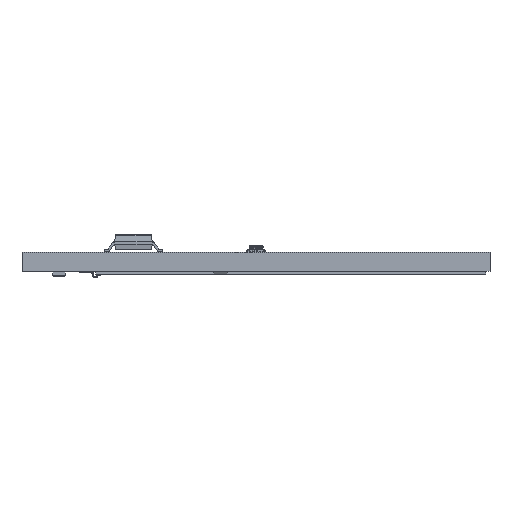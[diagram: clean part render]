
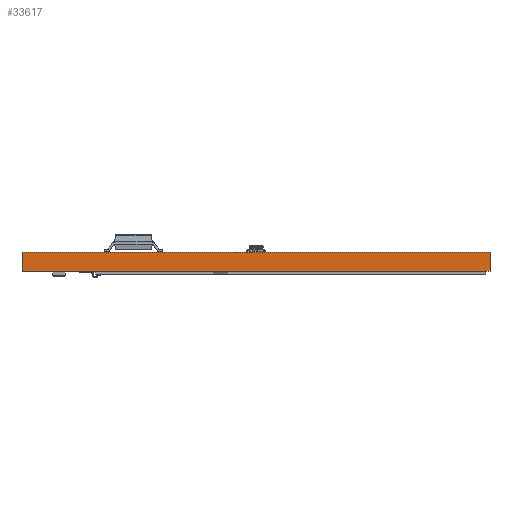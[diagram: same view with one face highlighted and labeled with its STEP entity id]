
A CAD part, left-side view. The second image highlights one B-rep face of the part: STEP entity #33617.
In plain terms, the highlighted planar face has unit normal (-1, 0, 0).
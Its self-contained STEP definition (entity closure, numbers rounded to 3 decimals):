
#32638 = PLANE('',#32639);
#32639 = AXIS2_PLACEMENT_3D('',#32640,#32641,#32642);
#32640 = CARTESIAN_POINT('',(24.561,24.,1.98));
#32641 = DIRECTION('',(-0.,-0.,-1.));
#32642 = DIRECTION('',(-1.,0.,0.));
#32692 = PLANE('',#32693);
#32693 = AXIS2_PLACEMENT_3D('',#32694,#32695,#32696);
#32694 = CARTESIAN_POINT('',(24.561,24.,0.));
#32695 = DIRECTION('',(-0.,-0.,-1.));
#32696 = DIRECTION('',(-1.,0.,0.));
#32725 = PLANE('',#32726);
#32726 = AXIS2_PLACEMENT_3D('',#32727,#32728,#32729);
#32727 = CARTESIAN_POINT('',(0.,48.,0.));
#32728 = DIRECTION('',(0.,1.,0.));
#32729 = DIRECTION('',(1.,0.,0.));
#32913 = VERTEX_POINT('',#32914);
#32914 = CARTESIAN_POINT('',(0.,-0.,0.));
#32928 = PLANE('',#32929);
#32929 = AXIS2_PLACEMENT_3D('',#32930,#32931,#32932);
#32930 = CARTESIAN_POINT('',(48.,0.,0.));
#32931 = DIRECTION('',(0.,-1.,0.));
#32932 = DIRECTION('',(-1.,0.,0.));
#32940 = EDGE_CURVE('',#32913,#32941,#32943,.T.);
#32941 = VERTEX_POINT('',#32942);
#32942 = CARTESIAN_POINT('',(0.,48.,0.));
#32943 = SURFACE_CURVE('',#32944,(#32948,#32955),.PCURVE_S1.);
#32944 = LINE('',#32945,#32946);
#32945 = CARTESIAN_POINT('',(0.,-0.,0.));
#32946 = VECTOR('',#32947,1.);
#32947 = DIRECTION('',(0.,1.,0.));
#32948 = PCURVE('',#32692,#32949);
#32949 = DEFINITIONAL_REPRESENTATION('',(#32950),#32954);
#32950 = LINE('',#32951,#32952);
#32951 = CARTESIAN_POINT('',(24.561,-24.));
#32952 = VECTOR('',#32953,1.);
#32953 = DIRECTION('',(0.,1.));
#32954 = ( GEOMETRIC_REPRESENTATION_CONTEXT(2) 
PARAMETRIC_REPRESENTATION_CONTEXT() REPRESENTATION_CONTEXT('2D SPACE',''
  ) );
#32955 = PCURVE('',#32956,#32961);
#32956 = PLANE('',#32957);
#32957 = AXIS2_PLACEMENT_3D('',#32958,#32959,#32960);
#32958 = CARTESIAN_POINT('',(0.,0.,0.));
#32959 = DIRECTION('',(-1.,0.,0.));
#32960 = DIRECTION('',(0.,1.,0.));
#32961 = DEFINITIONAL_REPRESENTATION('',(#32962),#32966);
#32962 = LINE('',#32963,#32964);
#32963 = CARTESIAN_POINT('',(0.,0.));
#32964 = VECTOR('',#32965,1.);
#32965 = DIRECTION('',(1.,0.));
#32966 = ( GEOMETRIC_REPRESENTATION_CONTEXT(2) 
PARAMETRIC_REPRESENTATION_CONTEXT() REPRESENTATION_CONTEXT('2D SPACE',''
  ) );
#33287 = VERTEX_POINT('',#33288);
#33288 = CARTESIAN_POINT('',(0.,0.,1.98));
#33309 = EDGE_CURVE('',#33287,#33310,#33312,.T.);
#33310 = VERTEX_POINT('',#33311);
#33311 = CARTESIAN_POINT('',(0.,48.,1.98));
#33312 = SURFACE_CURVE('',#33313,(#33317,#33324),.PCURVE_S1.);
#33313 = LINE('',#33314,#33315);
#33314 = CARTESIAN_POINT('',(0.,0.,1.98));
#33315 = VECTOR('',#33316,1.);
#33316 = DIRECTION('',(0.,1.,0.));
#33317 = PCURVE('',#32638,#33318);
#33318 = DEFINITIONAL_REPRESENTATION('',(#33319),#33323);
#33319 = LINE('',#33320,#33321);
#33320 = CARTESIAN_POINT('',(24.561,-24.));
#33321 = VECTOR('',#33322,1.);
#33322 = DIRECTION('',(0.,1.));
#33323 = ( GEOMETRIC_REPRESENTATION_CONTEXT(2) 
PARAMETRIC_REPRESENTATION_CONTEXT() REPRESENTATION_CONTEXT('2D SPACE',''
  ) );
#33324 = PCURVE('',#32956,#33325);
#33325 = DEFINITIONAL_REPRESENTATION('',(#33326),#33330);
#33326 = LINE('',#33327,#33328);
#33327 = CARTESIAN_POINT('',(0.,-1.98));
#33328 = VECTOR('',#33329,1.);
#33329 = DIRECTION('',(1.,0.));
#33330 = ( GEOMETRIC_REPRESENTATION_CONTEXT(2) 
PARAMETRIC_REPRESENTATION_CONTEXT() REPRESENTATION_CONTEXT('2D SPACE',''
  ) );
#33567 = EDGE_CURVE('',#32941,#33310,#33568,.T.);
#33568 = SURFACE_CURVE('',#33569,(#33573,#33580),.PCURVE_S1.);
#33569 = LINE('',#33570,#33571);
#33570 = CARTESIAN_POINT('',(0.,48.,0.));
#33571 = VECTOR('',#33572,1.);
#33572 = DIRECTION('',(0.,0.,1.));
#33573 = PCURVE('',#32725,#33574);
#33574 = DEFINITIONAL_REPRESENTATION('',(#33575),#33579);
#33575 = LINE('',#33576,#33577);
#33576 = CARTESIAN_POINT('',(0.,0.));
#33577 = VECTOR('',#33578,1.);
#33578 = DIRECTION('',(0.,-1.));
#33579 = ( GEOMETRIC_REPRESENTATION_CONTEXT(2) 
PARAMETRIC_REPRESENTATION_CONTEXT() REPRESENTATION_CONTEXT('2D SPACE',''
  ) );
#33580 = PCURVE('',#32956,#33581);
#33581 = DEFINITIONAL_REPRESENTATION('',(#33582),#33586);
#33582 = LINE('',#33583,#33584);
#33583 = CARTESIAN_POINT('',(48.,0.));
#33584 = VECTOR('',#33585,1.);
#33585 = DIRECTION('',(0.,-1.));
#33586 = ( GEOMETRIC_REPRESENTATION_CONTEXT(2) 
PARAMETRIC_REPRESENTATION_CONTEXT() REPRESENTATION_CONTEXT('2D SPACE',''
  ) );
#33617 = ADVANCED_FACE('',(#33618),#32956,.T.);
#33618 = FACE_BOUND('',#33619,.T.);
#33619 = EDGE_LOOP('',(#33620,#33641,#33642,#33643));
#33620 = ORIENTED_EDGE('',*,*,#33621,.T.);
#33621 = EDGE_CURVE('',#32913,#33287,#33622,.T.);
#33622 = SURFACE_CURVE('',#33623,(#33627,#33634),.PCURVE_S1.);
#33623 = LINE('',#33624,#33625);
#33624 = CARTESIAN_POINT('',(0.,-0.,0.));
#33625 = VECTOR('',#33626,1.);
#33626 = DIRECTION('',(0.,0.,1.));
#33627 = PCURVE('',#32956,#33628);
#33628 = DEFINITIONAL_REPRESENTATION('',(#33629),#33633);
#33629 = LINE('',#33630,#33631);
#33630 = CARTESIAN_POINT('',(0.,0.));
#33631 = VECTOR('',#33632,1.);
#33632 = DIRECTION('',(0.,-1.));
#33633 = ( GEOMETRIC_REPRESENTATION_CONTEXT(2) 
PARAMETRIC_REPRESENTATION_CONTEXT() REPRESENTATION_CONTEXT('2D SPACE',''
  ) );
#33634 = PCURVE('',#32928,#33635);
#33635 = DEFINITIONAL_REPRESENTATION('',(#33636),#33640);
#33636 = LINE('',#33637,#33638);
#33637 = CARTESIAN_POINT('',(48.,0.));
#33638 = VECTOR('',#33639,1.);
#33639 = DIRECTION('',(0.,-1.));
#33640 = ( GEOMETRIC_REPRESENTATION_CONTEXT(2) 
PARAMETRIC_REPRESENTATION_CONTEXT() REPRESENTATION_CONTEXT('2D SPACE',''
  ) );
#33641 = ORIENTED_EDGE('',*,*,#33309,.T.);
#33642 = ORIENTED_EDGE('',*,*,#33567,.F.);
#33643 = ORIENTED_EDGE('',*,*,#32940,.F.);
